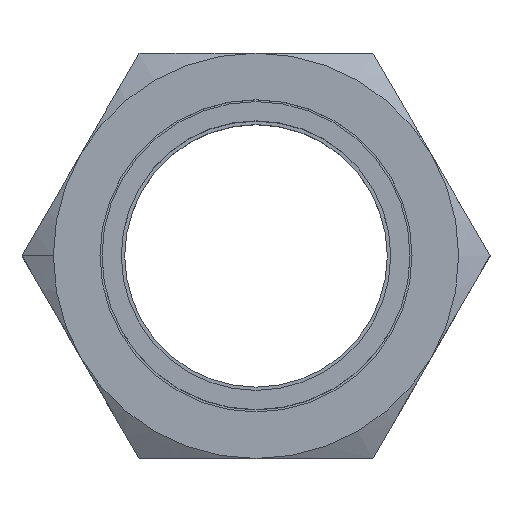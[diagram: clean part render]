
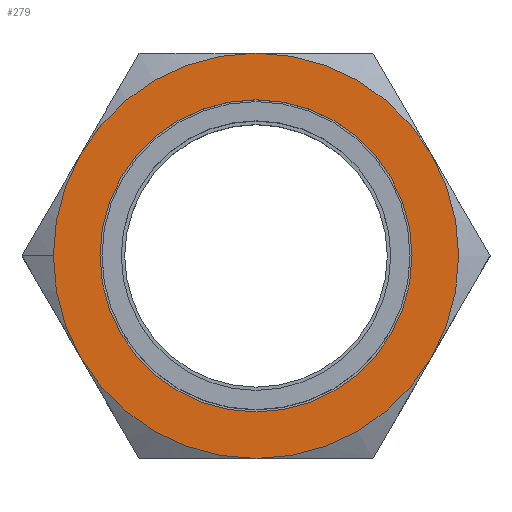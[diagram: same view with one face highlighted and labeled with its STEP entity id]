
A CAD part, top view. The second image highlights one B-rep face of the part: STEP entity #279.
In plain terms, the highlighted planar face has unit normal (0, 0, 1).
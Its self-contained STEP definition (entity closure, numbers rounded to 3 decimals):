
#8 = VERTEX_POINT ( 'NONE', #549 ) ;
#9 = EDGE_CURVE ( 'NONE', #421, #8, #548, .T. ) ;
#264 = ORIENTED_EDGE ( 'NONE', *, *, #1991, .T. ) ;
#265 = ORIENTED_EDGE ( 'NONE', *, *, #1944, .T. ) ;
#266 = ORIENTED_EDGE ( 'NONE', *, *, #2005, .T. ) ;
#267 = ORIENTED_EDGE ( 'NONE', *, *, #1980, .T. ) ;
#268 = ORIENTED_EDGE ( 'NONE', *, *, #1952, .T. ) ;
#278 = EDGE_CURVE ( 'NONE', #8, #421, #1008, .T. ) ;
#279 = ADVANCED_FACE ( 'NONE', ( #1003, #1002 ), #1001, .F. ) ;
#280 = EDGE_LOOP ( 'NONE', ( #281, #282 ) ) ;
#281 = ORIENTED_EDGE ( 'NONE', *, *, #278, .F. ) ;
#282 = ORIENTED_EDGE ( 'NONE', *, *, #9, .F. ) ;
#283 = EDGE_LOOP ( 'NONE', ( #284, #285, #264, #265, #266, #267, #268 ) ) ;
#284 = ORIENTED_EDGE ( 'NONE', *, *, #1970, .T. ) ;
#285 = ORIENTED_EDGE ( 'NONE', *, *, #1958, .T. ) ;
#421 = VERTEX_POINT ( 'NONE', #1236 ) ;
#544 = DIRECTION ( 'NONE',  ( 1., 0., 0. ) ) ;
#545 = DIRECTION ( 'NONE',  ( 0., 0., 1. ) ) ;
#546 = CARTESIAN_POINT ( 'NONE',  ( 0., 0., 10.5 ) ) ;
#547 = AXIS2_PLACEMENT_3D ( 'NONE', #546, #545, #544 ) ;
#548 = CIRCLE ( 'NONE', #547, 19.25 ) ;
#549 = CARTESIAN_POINT ( 'NONE',  ( 19.25, 0., 10.5 ) ) ;
#996 = DIRECTION ( 'NONE',  ( -1., 0., 0. ) ) ;
#997 = DIRECTION ( 'NONE',  ( 0., 0., -1. ) ) ;
#998 = AXIS2_PLACEMENT_3D ( 'NONE', #1000, #997, #996 ) ;
#1000 = CARTESIAN_POINT ( 'NONE',  ( 0., 25., 10.5 ) ) ;
#1001 = PLANE ( 'NONE',  #998 ) ;
#1002 = FACE_OUTER_BOUND ( 'NONE', #283, .T. ) ;
#1003 = FACE_BOUND ( 'NONE', #280, .T. ) ;
#1004 = DIRECTION ( 'NONE',  ( 1., 0., 0. ) ) ;
#1005 = DIRECTION ( 'NONE',  ( 0., 0., 1. ) ) ;
#1006 = CARTESIAN_POINT ( 'NONE',  ( 0., 0., 10.5 ) ) ;
#1007 = AXIS2_PLACEMENT_3D ( 'NONE', #1006, #1005, #1004 ) ;
#1008 = CIRCLE ( 'NONE', #1007, 19.25 ) ;
#1236 = CARTESIAN_POINT ( 'NONE',  ( -19.25, 0., 10.5 ) ) ;
#1340 = CARTESIAN_POINT ( 'NONE',  ( 21.651, -12.5, 10.5 ) ) ;
#1341 = DIRECTION ( 'NONE',  ( 1., 0., 0. ) ) ;
#1342 = DIRECTION ( 'NONE',  ( 0., 0., 1. ) ) ;
#1343 = CARTESIAN_POINT ( 'NONE',  ( 0., 0., 10.5 ) ) ;
#1344 = AXIS2_PLACEMENT_3D ( 'NONE', #1343, #1342, #1341 ) ;
#1349 = CIRCLE ( 'NONE', #1344, 25. ) ;
#1376 = DIRECTION ( 'NONE',  ( 1., 0., 0. ) ) ;
#1377 = DIRECTION ( 'NONE',  ( 0., 0., 1. ) ) ;
#1378 = CARTESIAN_POINT ( 'NONE',  ( 0., 0., 10.5 ) ) ;
#1379 = AXIS2_PLACEMENT_3D ( 'NONE', #1378, #1377, #1376 ) ;
#1382 = CIRCLE ( 'NONE', #1379, 25. ) ;
#1415 = DIRECTION ( 'NONE',  ( 1., 0., 0. ) ) ;
#1416 = DIRECTION ( 'NONE',  ( 0., 0., 1. ) ) ;
#1417 = CARTESIAN_POINT ( 'NONE',  ( 0., 0., 10.5 ) ) ;
#1424 = AXIS2_PLACEMENT_3D ( 'NONE', #1417, #1416, #1415 ) ;
#1425 = CIRCLE ( 'NONE', #1424, 25. ) ;
#1437 = DIRECTION ( 'NONE',  ( 1., 0., 0. ) ) ;
#1438 = DIRECTION ( 'NONE',  ( 0., 0., 1. ) ) ;
#1439 = CARTESIAN_POINT ( 'NONE',  ( 0., 0., 10.5 ) ) ;
#1440 = AXIS2_PLACEMENT_3D ( 'NONE', #1439, #1438, #1437 ) ;
#1441 = CIRCLE ( 'NONE', #1440, 25. ) ;
#1444 = CARTESIAN_POINT ( 'NONE',  ( 21.651, 12.5, 10.5 ) ) ;
#1445 = CARTESIAN_POINT ( 'NONE',  ( 0., 25., 10.5 ) ) ;
#1455 = DIRECTION ( 'NONE',  ( 1., 0., 0. ) ) ;
#1456 = DIRECTION ( 'NONE',  ( 0., 0., 1. ) ) ;
#1457 = AXIS2_PLACEMENT_3D ( 'NONE', #1468, #1456, #1455 ) ;
#1458 = CIRCLE ( 'NONE', #1457, 25. ) ;
#1467 = CARTESIAN_POINT ( 'NONE',  ( 0., -25., 10.5 ) ) ;
#1468 = CARTESIAN_POINT ( 'NONE',  ( 0., 0., 10.5 ) ) ;
#1536 = CARTESIAN_POINT ( 'NONE',  ( -21.651, 12.5, 10.5 ) ) ;
#1538 = DIRECTION ( 'NONE',  ( 1., 0., 0. ) ) ;
#1539 = DIRECTION ( 'NONE',  ( 0., 0., 1. ) ) ;
#1540 = CARTESIAN_POINT ( 'NONE',  ( 0., 0., 10.5 ) ) ;
#1541 = AXIS2_PLACEMENT_3D ( 'NONE', #1540, #1539, #1538 ) ;
#1542 = CIRCLE ( 'NONE', #1541, 25. ) ;
#1544 = CARTESIAN_POINT ( 'NONE',  ( -21.651, -12.5, 10.5 ) ) ;
#1545 = CARTESIAN_POINT ( 'NONE',  ( -25., 0., 10.5 ) ) ;
#1548 = DIRECTION ( 'NONE',  ( 1., 0., 0. ) ) ;
#1549 = DIRECTION ( 'NONE',  ( 0., 0., 1. ) ) ;
#1550 = CARTESIAN_POINT ( 'NONE',  ( 0., 0., 10.5 ) ) ;
#1551 = AXIS2_PLACEMENT_3D ( 'NONE', #1550, #1549, #1548 ) ;
#1560 = CIRCLE ( 'NONE', #1551, 25. ) ;
#1944 = EDGE_CURVE ( 'NONE', #2009, #2011, #1349, .T. ) ;
#1947 = VERTEX_POINT ( 'NONE', #1340 ) ;
#1952 = EDGE_CURVE ( 'NONE', #1947, #1969, #1382, .T. ) ;
#1958 = EDGE_CURVE ( 'NONE', #1967, #1993, #1425, .T. ) ;
#1967 = VERTEX_POINT ( 'NONE', #1445 ) ;
#1969 = VERTEX_POINT ( 'NONE', #1444 ) ;
#1970 = EDGE_CURVE ( 'NONE', #1969, #1967, #1441, .T. ) ;
#1980 = EDGE_CURVE ( 'NONE', #1981, #1947, #1458, .T. ) ;
#1981 = VERTEX_POINT ( 'NONE', #1467 ) ;
#1991 = EDGE_CURVE ( 'NONE', #1993, #2009, #1542, .T. ) ;
#1993 = VERTEX_POINT ( 'NONE', #1536 ) ;
#2005 = EDGE_CURVE ( 'NONE', #2011, #1981, #1560, .T. ) ;
#2009 = VERTEX_POINT ( 'NONE', #1545 ) ;
#2011 = VERTEX_POINT ( 'NONE', #1544 ) ;
